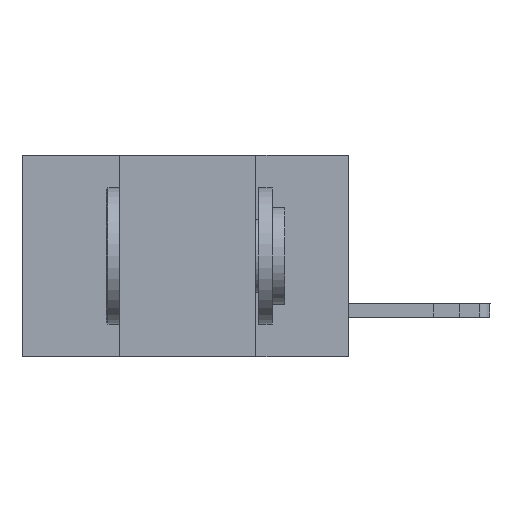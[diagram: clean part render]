
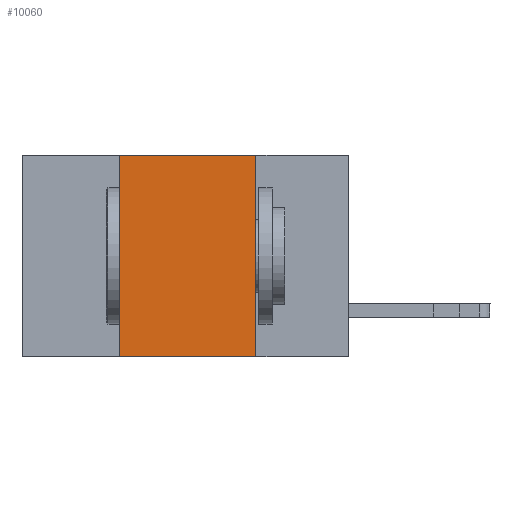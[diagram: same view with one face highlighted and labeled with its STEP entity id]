
A CAD part, left-side view. The second image highlights one B-rep face of the part: STEP entity #10060.
In plain terms, the highlighted planar face has unit normal (-1, 0, 0).
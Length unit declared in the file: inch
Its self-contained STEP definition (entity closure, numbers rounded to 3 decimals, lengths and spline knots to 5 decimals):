
#304 = DIRECTION ( 'NONE',  ( 0., 0., -1. ) ) ;
#969 = CARTESIAN_POINT ( 'NONE',  ( 0., 0.17, -0.37 ) ) ;
#1503 = VERTEX_POINT ( 'NONE', #12121 ) ;
#1954 = VERTEX_POINT ( 'NONE', #3729 ) ;
#2658 = VECTOR ( 'NONE', #7474, 39.37008 ) ;
#2807 = ORIENTED_EDGE ( 'NONE', *, *, #9098, .F. ) ;
#3092 = VERTEX_POINT ( 'NONE', #12306 ) ;
#3192 = DIRECTION ( 'NONE',  ( 0., 0., -1. ) ) ;
#3240 = CARTESIAN_POINT ( 'NONE',  ( 0., 0.6, 0. ) ) ;
#3341 = VECTOR ( 'NONE', #7383, 39.37008 ) ;
#3597 = CARTESIAN_POINT ( 'NONE',  ( 0., 0.6, 0. ) ) ;
#3729 = CARTESIAN_POINT ( 'NONE',  ( 0., 0.17, -0.37 ) ) ;
#4343 = DIRECTION ( 'NONE',  ( 0., -1., 0. ) ) ;
#4968 = AXIS2_PLACEMENT_3D ( 'NONE', #3597, #6692, #304 ) ;
#5040 = FACE_OUTER_BOUND ( 'NONE', #9166, .T. ) ;
#5089 = CARTESIAN_POINT ( 'NONE',  ( 0., 0.42, 0. ) ) ;
#5426 = CARTESIAN_POINT ( 'NONE',  ( 0., 0.42, -0.37 ) ) ;
#5514 = CARTESIAN_POINT ( 'NONE',  ( 0., 0.6, -0.37 ) ) ;
#5969 = ORIENTED_EDGE ( 'NONE', *, *, #9160, .F. ) ;
#6129 = LINE ( 'NONE', #5426, #3341 ) ;
#6270 = ORIENTED_EDGE ( 'NONE', *, *, #9256, .T. ) ;
#6692 = DIRECTION ( 'NONE',  ( 1., 0., 0. ) ) ;
#6734 = LINE ( 'NONE', #969, #7370 ) ;
#7370 = VECTOR ( 'NONE', #3192, 39.37008 ) ;
#7383 = DIRECTION ( 'NONE',  ( 0., 0., 1. ) ) ;
#7474 = DIRECTION ( 'NONE',  ( 0., -1., 0. ) ) ;
#8034 = ORIENTED_EDGE ( 'NONE', *, *, #9138, .F. ) ;
#8739 = LINE ( 'NONE', #3240, #11190 ) ;
#9098 = EDGE_CURVE ( 'NONE', #1503, #1954, #6734, .T. ) ;
#9138 = EDGE_CURVE ( 'NONE', #10441, #1503, #8739, .T. ) ;
#9160 = EDGE_CURVE ( 'NONE', #3092, #10441, #6129, .T. ) ;
#9166 = EDGE_LOOP ( 'NONE', ( #2807, #8034, #5969, #6270 ) ) ;
#9256 = EDGE_CURVE ( 'NONE', #3092, #1954, #10676, .T. ) ;
#10060 = ADVANCED_FACE ( 'NONE', ( #5040 ), #12290, .F. ) ;
#10441 = VERTEX_POINT ( 'NONE', #5089 ) ;
#10676 = LINE ( 'NONE', #5514, #2658 ) ;
#11190 = VECTOR ( 'NONE', #4343, 39.37008 ) ;
#12121 = CARTESIAN_POINT ( 'NONE',  ( 0., 0.17, 0. ) ) ;
#12290 = PLANE ( 'NONE',  #4968 ) ;
#12306 = CARTESIAN_POINT ( 'NONE',  ( 0., 0.42, -0.37 ) ) ;
